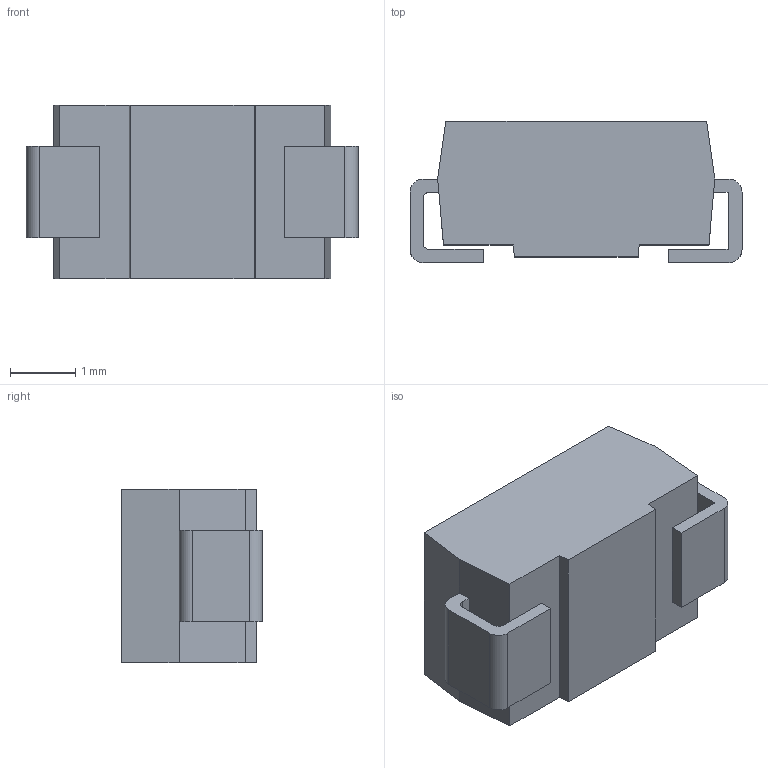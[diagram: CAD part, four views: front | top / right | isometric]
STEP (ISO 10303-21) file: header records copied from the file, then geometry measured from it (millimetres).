
FILE_DESCRIPTION (( 'STEP AP214' ), '1' );
FILE_NAME ('ES1A-M3-61T.STEP', '2023-08-10T08:11:21', ( 'USER' ), ( '' ), 'SwSTEP 2.0', 'SolidWorks 2016', '' );
FILE_SCHEMA (( 'AUTOMOTIVE_DESIGN' ));
Length unit declared in the file: millimetre
Products named in the file (1): ES1A-M3-61T
Bounding box: 5.09 x 2.17 x 2.67 mm (x, y, z)
Volume: 23.2 mm3; surface area: 63.9 mm2
Topology: 1 solids, 1 shells, 38 faces, 104 edges, 68 vertices
Faces by surface type: plane 30, cylinder 8
Entity records: 1622 total; most frequent: CARTESIAN_POINT 211, ORIENTED_EDGE 208, DIRECTION 198, EDGE_CURVE 104, LINE 88, VECTOR 88, VERTEX_POINT 68, AXIS2_PLACEMENT_3D 55
